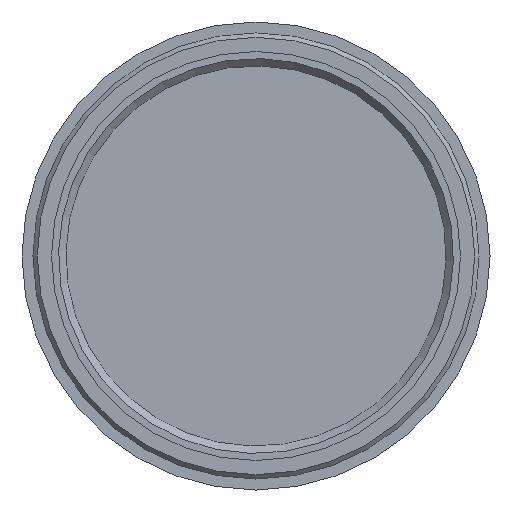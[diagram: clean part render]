
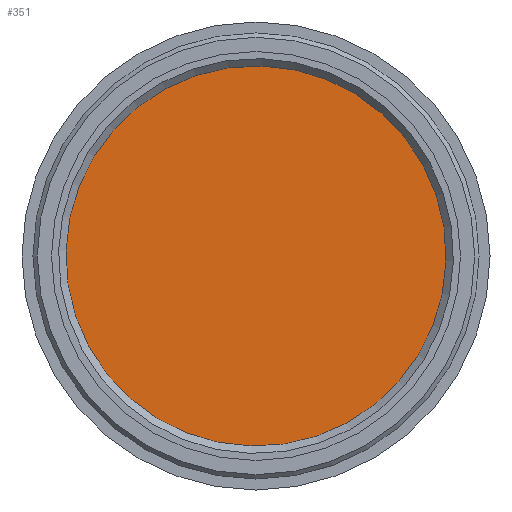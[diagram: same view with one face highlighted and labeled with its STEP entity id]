
A CAD part, front view. The second image highlights one B-rep face of the part: STEP entity #351.
In plain terms, the highlighted planar face has unit normal (0, -1, 0).
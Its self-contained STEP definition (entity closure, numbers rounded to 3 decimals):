
#65=FACE_OUTER_BOUND('',#99,.T.);
#99=EDGE_LOOP('',(#249));
#155=CIRCLE('',#394,13.);
#185=VERTEX_POINT('',#583);
#215=EDGE_CURVE('',#185,#185,#155,.T.);
#249=ORIENTED_EDGE('',*,*,#215,.T.);
#304=PLANE('',#397);
#351=ADVANCED_FACE('',(#65),#304,.T.);
#394=AXIS2_PLACEMENT_3D('',#584,#463,#464);
#397=AXIS2_PLACEMENT_3D('',#588,#469,#470);
#463=DIRECTION('center_axis',(0.,-1.,0.));
#464=DIRECTION('ref_axis',(0.367,0.,0.93));
#469=DIRECTION('center_axis',(0.,-1.,0.));
#470=DIRECTION('ref_axis',(0.375,0.,0.927));
#583=CARTESIAN_POINT('',(4.771,-1.25,12.093));
#584=CARTESIAN_POINT('Origin',(0.,-1.25,
0.));
#588=CARTESIAN_POINT('Origin',(0.,-1.25,0.));
